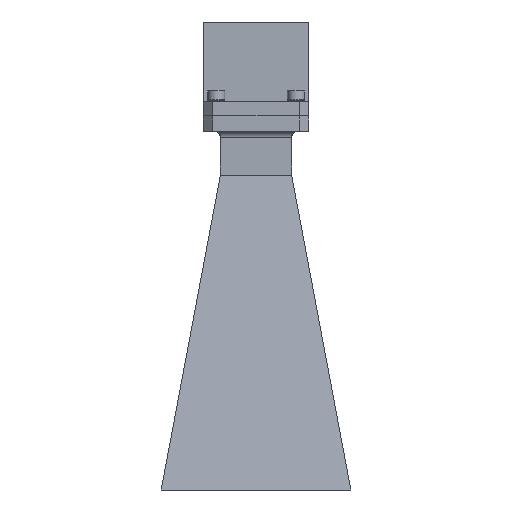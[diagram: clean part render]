
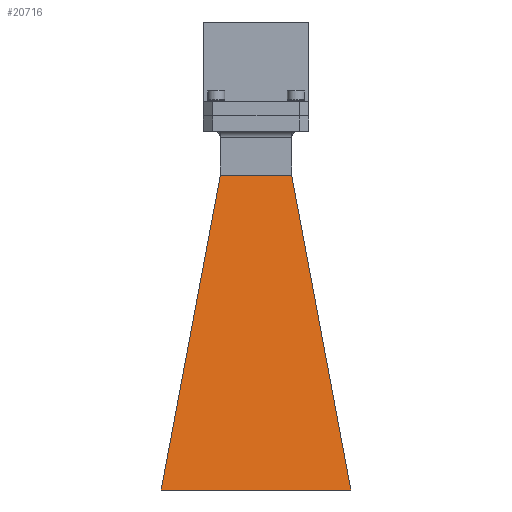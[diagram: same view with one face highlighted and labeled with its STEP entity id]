
A CAD part, front view. The second image highlights one B-rep face of the part: STEP entity #20716.
In plain terms, the highlighted planar face has unit normal (0, -0.988, 0.156).
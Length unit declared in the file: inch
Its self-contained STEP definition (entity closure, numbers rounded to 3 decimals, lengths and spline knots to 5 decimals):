
#563 = LINE ( 'NONE', #16010, #24834 ) ;
#690 = VECTOR ( 'NONE', #19289, 39.37008 ) ;
#818 = EDGE_CURVE ( 'NONE', #29747, #16879, #22653, .T. ) ;
#2397 = FACE_OUTER_BOUND ( 'NONE', #33449, .T. ) ;
#2615 = PLANE ( 'NONE',  #26080 ) ;
#3304 = EDGE_CURVE ( 'NONE', #23264, #29747, #22028, .T. ) ;
#3461 = EDGE_CURVE ( 'NONE', #9674, #16879, #12809, .T. ) ;
#4066 = EDGE_CURVE ( 'NONE', #9674, #23264, #563, .T. ) ;
#5561 = ORIENTED_EDGE ( 'NONE', *, *, #818, .T. ) ;
#9674 = VERTEX_POINT ( 'NONE', #15065 ) ;
#10558 = ORIENTED_EDGE ( 'NONE', *, *, #4066, .T. ) ;
#10603 = DIRECTION ( 'NONE',  ( 0., -0.988, 0.156 ) ) ;
#12809 = LINE ( 'NONE', #33535, #14497 ) ;
#14497 = VECTOR ( 'NONE', #25230, 39.37008 ) ;
#15065 = CARTESIAN_POINT ( 'NONE',  ( -1.52, -1.115, -6. ) ) ;
#15793 = ORIENTED_EDGE ( 'NONE', *, *, #3461, .F. ) ;
#16010 = CARTESIAN_POINT ( 'NONE',  ( -1.52, -1.115, -6. ) ) ;
#16024 = CARTESIAN_POINT ( 'NONE',  ( 0., -0.16282, 0.02573 ) ) ;
#16428 = ORIENTED_EDGE ( 'NONE', *, *, #3304, .T. ) ;
#16455 = DIRECTION ( 'NONE',  ( 1., 0., 0. ) ) ;
#16879 = VERTEX_POINT ( 'NONE', #31538 ) ;
#18334 = CARTESIAN_POINT ( 'NONE',  ( -0.572, -0.317, -0.95 ) ) ;
#19289 = DIRECTION ( 'NONE',  ( -0.182, 0.153, 0.971 ) ) ;
#20716 = ADVANCED_FACE ( 'NONE', ( #2397 ), #2615, .T. ) ;
#21326 = DIRECTION ( 'NONE',  ( 0., -0.156, -0.988 ) ) ;
#22028 = LINE ( 'NONE', #27581, #690 ) ;
#22653 = B_SPLINE_CURVE_WITH_KNOTS ( 'NONE', 3,
 ( #31531, #31764, #31635, #18334 ),
 .UNSPECIFIED., .F., .F.,
 ( 4, 4 ),
 ( 0., 1. ),
 .UNSPECIFIED. ) ;
#23264 = VERTEX_POINT ( 'NONE', #29781 ) ;
#24834 = VECTOR ( 'NONE', #16455, 39.37008 ) ;
#25230 = DIRECTION ( 'NONE',  ( 0.182, 0.153, 0.971 ) ) ;
#26080 = AXIS2_PLACEMENT_3D ( 'NONE', #16024, #10603, #21326 ) ;
#27581 = CARTESIAN_POINT ( 'NONE',  ( 1.52, -1.115, -6. ) ) ;
#27607 = CARTESIAN_POINT ( 'NONE',  ( 0.572, -0.317, -0.95 ) ) ;
#29747 = VERTEX_POINT ( 'NONE', #27607 ) ;
#29781 = CARTESIAN_POINT ( 'NONE',  ( 1.52, -1.115, -6. ) ) ;
#31531 = CARTESIAN_POINT ( 'NONE',  ( 0.572, -0.317, -0.95 ) ) ;
#31538 = CARTESIAN_POINT ( 'NONE',  ( -0.572, -0.317, -0.95 ) ) ;
#31635 = CARTESIAN_POINT ( 'NONE',  ( -0.19067, -0.317, -0.95 ) ) ;
#31764 = CARTESIAN_POINT ( 'NONE',  ( 0.19067, -0.317, -0.95 ) ) ;
#33449 = EDGE_LOOP ( 'NONE', ( #16428, #5561, #15793, #10558 ) ) ;
#33535 = CARTESIAN_POINT ( 'NONE',  ( -1.52, -1.115, -6. ) ) ;
